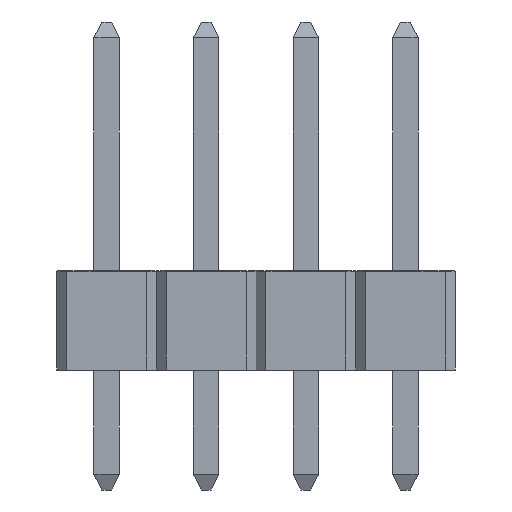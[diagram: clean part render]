
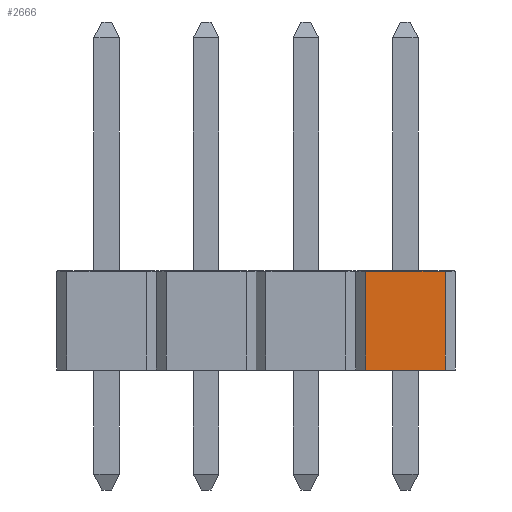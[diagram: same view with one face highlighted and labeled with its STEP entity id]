
A CAD part, left-side view. The second image highlights one B-rep face of the part: STEP entity #2666.
In plain terms, the highlighted planar face has unit normal (-1, 0, 0).
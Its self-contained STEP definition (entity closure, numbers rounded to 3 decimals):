
#332 = VERTEX_POINT('',#333);
#333 = CARTESIAN_POINT('',(-1.27,-4.064,2.53));
#347 = PLANE('',#348);
#348 = AXIS2_PLACEMENT_3D('',#349,#350,#351);
#349 = CARTESIAN_POINT('',(-1.265,-4.064,2.535));
#350 = DIRECTION('',(-0.707,0.,0.707));
#351 = DIRECTION('',(0.,1.,0.));
#373 = PLANE('',#374);
#374 = AXIS2_PLACEMENT_3D('',#375,#376,#377);
#375 = CARTESIAN_POINT('',(-1.27,-4.064,-17.343));
#376 = DIRECTION('',(-0.707,0.707,0.));
#377 = DIRECTION('',(0.707,0.707,0.));
#1203 = VERTEX_POINT('',#1204);
#1204 = CARTESIAN_POINT('',(-1.27,-6.096,2.53));
#1225 = EDGE_CURVE('',#332,#1203,#1226,.T.);
#1226 = SURFACE_CURVE('',#1227,(#1231,#1238),.PCURVE_S1.);
#1227 = LINE('',#1228,#1229);
#1228 = CARTESIAN_POINT('',(-1.27,-4.064,2.53));
#1229 = VECTOR('',#1230,1.);
#1230 = DIRECTION('',(0.,-1.,0.));
#1231 = PCURVE('',#347,#1232);
#1232 = DEFINITIONAL_REPRESENTATION('',(#1233),#1237);
#1233 = LINE('',#1234,#1235);
#1234 = CARTESIAN_POINT('',(-0.,0.007));
#1235 = VECTOR('',#1236,1.);
#1236 = DIRECTION('',(-1.,0.));
#1237 = ( GEOMETRIC_REPRESENTATION_CONTEXT(2) 
PARAMETRIC_REPRESENTATION_CONTEXT() REPRESENTATION_CONTEXT('2D SPACE',''
  ) );
#1238 = PCURVE('',#1239,#1244);
#1239 = PLANE('',#1240);
#1240 = AXIS2_PLACEMENT_3D('',#1241,#1242,#1243);
#1241 = CARTESIAN_POINT('',(-1.27,-1.524,0.));
#1242 = DIRECTION('',(-1.,0.,0.));
#1243 = DIRECTION('',(0.,-1.,0.));
#1244 = DEFINITIONAL_REPRESENTATION('',(#1245),#1249);
#1245 = LINE('',#1246,#1247);
#1246 = CARTESIAN_POINT('',(2.54,2.53));
#1247 = VECTOR('',#1248,1.);
#1248 = DIRECTION('',(1.,0.));
#1249 = ( GEOMETRIC_REPRESENTATION_CONTEXT(2) 
PARAMETRIC_REPRESENTATION_CONTEXT() REPRESENTATION_CONTEXT('2D SPACE',''
  ) );
#1280 = VERTEX_POINT('',#1281);
#1281 = CARTESIAN_POINT('',(-1.27,-4.064,0.01));
#1307 = EDGE_CURVE('',#1280,#332,#1308,.T.);
#1308 = SURFACE_CURVE('',#1309,(#1313,#1320),.PCURVE_S1.);
#1309 = LINE('',#1310,#1311);
#1310 = CARTESIAN_POINT('',(-1.27,-4.064,-17.343));
#1311 = VECTOR('',#1312,1.);
#1312 = DIRECTION('',(0.,0.,1.));
#1313 = PCURVE('',#373,#1314);
#1314 = DEFINITIONAL_REPRESENTATION('',(#1315),#1319);
#1315 = LINE('',#1316,#1317);
#1316 = CARTESIAN_POINT('',(0.,0.));
#1317 = VECTOR('',#1318,1.);
#1318 = DIRECTION('',(0.,-1.));
#1319 = ( GEOMETRIC_REPRESENTATION_CONTEXT(2) 
PARAMETRIC_REPRESENTATION_CONTEXT() REPRESENTATION_CONTEXT('2D SPACE',''
  ) );
#1320 = PCURVE('',#1239,#1321);
#1321 = DEFINITIONAL_REPRESENTATION('',(#1322),#1326);
#1322 = LINE('',#1323,#1324);
#1323 = CARTESIAN_POINT('',(2.54,-17.343));
#1324 = VECTOR('',#1325,1.);
#1325 = DIRECTION('',(0.,1.));
#1326 = ( GEOMETRIC_REPRESENTATION_CONTEXT(2) 
PARAMETRIC_REPRESENTATION_CONTEXT() REPRESENTATION_CONTEXT('2D SPACE',''
  ) );
#1392 = PLANE('',#1393);
#1393 = AXIS2_PLACEMENT_3D('',#1394,#1395,#1396);
#1394 = CARTESIAN_POINT('',(-1.27,-6.096,0.));
#1395 = DIRECTION('',(-0.707,-0.707,0.));
#1396 = DIRECTION('',(0.707,-0.707,0.));
#2666 = ADVANCED_FACE('',(#2667),#1239,.T.);
#2667 = FACE_BOUND('',#2668,.T.);
#2668 = EDGE_LOOP('',(#2669,#2670,#2698,#2719));
#2669 = ORIENTED_EDGE('',*,*,#1307,.F.);
#2670 = ORIENTED_EDGE('',*,*,#2671,.T.);
#2671 = EDGE_CURVE('',#1280,#2672,#2674,.T.);
#2672 = VERTEX_POINT('',#2673);
#2673 = CARTESIAN_POINT('',(-1.27,-6.096,0.01));
#2674 = SURFACE_CURVE('',#2675,(#2679,#2686),.PCURVE_S1.);
#2675 = LINE('',#2676,#2677);
#2676 = CARTESIAN_POINT('',(-1.27,-4.064,0.01));
#2677 = VECTOR('',#2678,1.);
#2678 = DIRECTION('',(0.,-1.,0.));
#2679 = PCURVE('',#1239,#2680);
#2680 = DEFINITIONAL_REPRESENTATION('',(#2681),#2685);
#2681 = LINE('',#2682,#2683);
#2682 = CARTESIAN_POINT('',(2.54,0.01));
#2683 = VECTOR('',#2684,1.);
#2684 = DIRECTION('',(1.,0.));
#2685 = ( GEOMETRIC_REPRESENTATION_CONTEXT(2) 
PARAMETRIC_REPRESENTATION_CONTEXT() REPRESENTATION_CONTEXT('2D SPACE',''
  ) );
#2686 = PCURVE('',#2687,#2692);
#2687 = PLANE('',#2688);
#2688 = AXIS2_PLACEMENT_3D('',#2689,#2690,#2691);
#2689 = CARTESIAN_POINT('',(-1.265,-4.064,0.005));
#2690 = DIRECTION('',(0.707,0.,0.707));
#2691 = DIRECTION('',(0.,-1.,0.));
#2692 = DEFINITIONAL_REPRESENTATION('',(#2693),#2697);
#2693 = LINE('',#2694,#2695);
#2694 = CARTESIAN_POINT('',(0.,-0.007));
#2695 = VECTOR('',#2696,1.);
#2696 = DIRECTION('',(1.,0.));
#2697 = ( GEOMETRIC_REPRESENTATION_CONTEXT(2) 
PARAMETRIC_REPRESENTATION_CONTEXT() REPRESENTATION_CONTEXT('2D SPACE',''
  ) );
#2698 = ORIENTED_EDGE('',*,*,#2699,.T.);
#2699 = EDGE_CURVE('',#2672,#1203,#2700,.T.);
#2700 = SURFACE_CURVE('',#2701,(#2705,#2712),.PCURVE_S1.);
#2701 = LINE('',#2702,#2703);
#2702 = CARTESIAN_POINT('',(-1.27,-6.096,0.));
#2703 = VECTOR('',#2704,1.);
#2704 = DIRECTION('',(0.,0.,1.));
#2705 = PCURVE('',#1239,#2706);
#2706 = DEFINITIONAL_REPRESENTATION('',(#2707),#2711);
#2707 = LINE('',#2708,#2709);
#2708 = CARTESIAN_POINT('',(4.572,0.));
#2709 = VECTOR('',#2710,1.);
#2710 = DIRECTION('',(0.,1.));
#2711 = ( GEOMETRIC_REPRESENTATION_CONTEXT(2) 
PARAMETRIC_REPRESENTATION_CONTEXT() REPRESENTATION_CONTEXT('2D SPACE',''
  ) );
#2712 = PCURVE('',#1392,#2713);
#2713 = DEFINITIONAL_REPRESENTATION('',(#2714),#2718);
#2714 = LINE('',#2715,#2716);
#2715 = CARTESIAN_POINT('',(0.,0.));
#2716 = VECTOR('',#2717,1.);
#2717 = DIRECTION('',(0.,1.));
#2718 = ( GEOMETRIC_REPRESENTATION_CONTEXT(2) 
PARAMETRIC_REPRESENTATION_CONTEXT() REPRESENTATION_CONTEXT('2D SPACE',''
  ) );
#2719 = ORIENTED_EDGE('',*,*,#1225,.F.);
